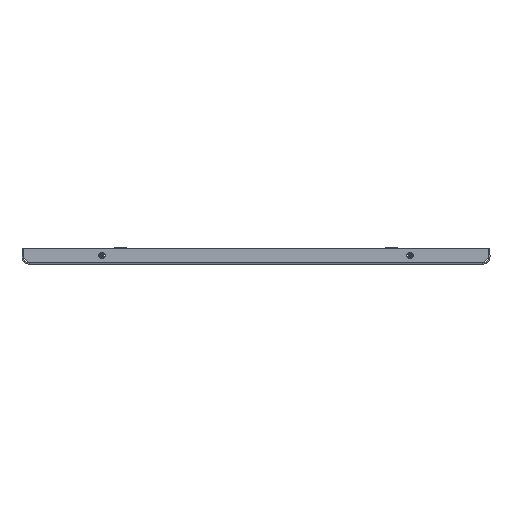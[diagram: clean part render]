
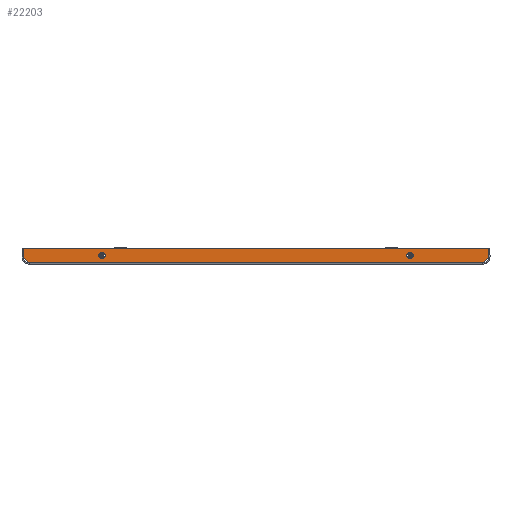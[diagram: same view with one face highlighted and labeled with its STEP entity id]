
A CAD part, front view. The second image highlights one B-rep face of the part: STEP entity #22203.
In plain terms, the highlighted planar face has unit normal (0, -1, 0).
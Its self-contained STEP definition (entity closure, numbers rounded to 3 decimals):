
#351 = DIRECTION ( 'NONE',  ( 0., 0., 1. ) ) ;
#352 = DIRECTION ( 'NONE',  ( 0., -1., 0. ) ) ;
#355 = DIRECTION ( 'NONE',  ( 0., 0., 1. ) ) ;
#356 = DIRECTION ( 'NONE',  ( 0., 1., 0. ) ) ;
#361 = DIRECTION ( 'NONE',  ( -0.707, 0., -0.707 ) ) ;
#362 = CARTESIAN_POINT ( 'NONE',  ( 5.725, -977.5, -280.996 ) ) ;
#364 = DIRECTION ( 'NONE',  ( 0., 0., 1. ) ) ;
#365 = CARTESIAN_POINT ( 'NONE',  ( -295.4, -977.5, 1.51 ) ) ;
#366 = DIRECTION ( 'NONE',  ( 0.707, 0., -0.707 ) ) ;
#367 = CARTESIAN_POINT ( 'NONE',  ( 195.5, -977.5, 11. ) ) ;
#368 = DIRECTION ( 'NONE',  ( -1., 0., 0. ) ) ;
#370 = CARTESIAN_POINT ( 'NONE',  ( -295.5, -977.5, 1.51 ) ) ;
#371 = CARTESIAN_POINT ( 'NONE',  ( -195.5, -977.5, 11. ) ) ;
#372 = DIRECTION ( 'NONE',  ( 0., 0., 1. ) ) ;
#373 = CARTESIAN_POINT ( 'NONE',  ( 295.4, -977.5, 1.51 ) ) ;
#380 = CARTESIAN_POINT ( 'NONE',  ( -301., -977.5, 14.504 ) ) ;
#382 = DIRECTION ( 'NONE',  ( -1., 0., 0. ) ) ;
#383 = CARTESIAN_POINT ( 'NONE',  ( -295.5, -977.5, 20. ) ) ;
#1480 = DIRECTION ( 'NONE',  ( 0., 0., 1. ) ) ;
#1481 = DIRECTION ( 'NONE',  ( 0., 1., 0. ) ) ;
#1483 = PLANE ( 'NONE',  #14535 ) ;
#1484 = CARTESIAN_POINT ( 'NONE',  ( -295.5, -977.5, 20. ) ) ;
#7202 = DIRECTION ( 'NONE',  ( 0., 0., 1. ) ) ;
#7208 = DIRECTION ( 'NONE',  ( 0., -1., 0. ) ) ;
#7314 = CARTESIAN_POINT ( 'NONE',  ( -195.5, -977.5, 11. ) ) ;
#9354 = DIRECTION ( 'NONE',  ( 0., 0., 1. ) ) ;
#9355 = DIRECTION ( 'NONE',  ( 0., 1., 0. ) ) ;
#9363 = CARTESIAN_POINT ( 'NONE',  ( 195.5, -977.5, 11. ) ) ;
#14535 = AXIS2_PLACEMENT_3D ( 'NONE', #1484, #1481, #1480 ) ;
#14545 = AXIS2_PLACEMENT_3D ( 'NONE', #371, #352, #351 ) ;
#14745 = AXIS2_PLACEMENT_3D ( 'NONE', #367, #356, #355 ) ;
#17404 = VERTEX_POINT ( 'NONE', #20717 ) ;
#17436 = VERTEX_POINT ( 'NONE', #20683 ) ;
#17680 = VERTEX_POINT ( 'NONE', #20459 ) ;
#17705 = VERTEX_POINT ( 'NONE', #20439 ) ;
#17731 = VERTEX_POINT ( 'NONE', #20422 ) ;
#17926 = VERTEX_POINT ( 'NONE', #20269 ) ;
#18124 = VERTEX_POINT ( 'NONE', #20114 ) ;
#18248 = VERTEX_POINT ( 'NONE', #19990 ) ;
#18289 = VERTEX_POINT ( 'NONE', #19951 ) ;
#18344 = VERTEX_POINT ( 'NONE', #19898 ) ;
#19898 = CARTESIAN_POINT ( 'NONE',  ( -288.016, -977.5, 1.51 ) ) ;
#19951 = CARTESIAN_POINT ( 'NONE',  ( -295.4, -977.5, 8.9 ) ) ;
#19990 = CARTESIAN_POINT ( 'NONE',  ( -295.4, -977.5, 20. ) ) ;
#20114 = CARTESIAN_POINT ( 'NONE',  ( -195.5, -977.5, 7. ) ) ;
#20269 = CARTESIAN_POINT ( 'NONE',  ( 195.5, -977.5, 15. ) ) ;
#20422 = CARTESIAN_POINT ( 'NONE',  ( 288.016, -977.5, 1.51 ) ) ;
#20439 = CARTESIAN_POINT ( 'NONE',  ( -195.5, -977.5, 15. ) ) ;
#20459 = CARTESIAN_POINT ( 'NONE',  ( 295.4, -977.5, 20. ) ) ;
#20683 = CARTESIAN_POINT ( 'NONE',  ( 195.5, -977.5, 7. ) ) ;
#20717 = CARTESIAN_POINT ( 'NONE',  ( 295.4, -977.5, 8.9 ) ) ;
#21659 = EDGE_CURVE ( 'NONE', #17705, #18124, #25544, .T. ) ;
#21719 = EDGE_CURVE ( 'NONE', #17436, #17926, #25449, .T. ) ;
#22203 = ADVANCED_FACE ( 'NONE', ( #24251, #24249, #24245 ), #1483, .F. ) ;
#22478 = EDGE_LOOP ( 'NONE', ( #28846, #28847, #28848, #28849, #28850, #28851 ) ) ;
#23806 = CIRCLE ( 'NONE', #14545, 4. ) ;
#23812 = CIRCLE ( 'NONE', #14745, 4. ) ;
#23831 = VECTOR ( 'NONE', #361, 1000. ) ;
#23835 = LINE ( 'NONE', #362, #23831 ) ;
#23839 = VECTOR ( 'NONE', #364, 1000. ) ;
#23843 = LINE ( 'NONE', #365, #23839 ) ;
#23849 = VECTOR ( 'NONE', #366, 1000. ) ;
#23855 = VECTOR ( 'NONE', #368, 1000. ) ;
#23857 = LINE ( 'NONE', #370, #23855 ) ;
#23865 = LINE ( 'NONE', #380, #23849 ) ;
#23901 = VECTOR ( 'NONE', #372, 1000. ) ;
#23919 = LINE ( 'NONE', #373, #23901 ) ;
#23927 = VECTOR ( 'NONE', #382, 1000. ) ;
#23941 = LINE ( 'NONE', #383, #23927 ) ;
#24081 = EDGE_LOOP ( 'NONE', ( #28852, #28853 ) ) ;
#24093 = EDGE_LOOP ( 'NONE', ( #28854, #28855 ) ) ;
#24245 = FACE_BOUND ( 'NONE', #24093, .T. ) ;
#24249 = FACE_BOUND ( 'NONE', #24081, .T. ) ;
#24251 = FACE_OUTER_BOUND ( 'NONE', #22478, .T. ) ;
#25011 = AXIS2_PLACEMENT_3D ( 'NONE', #9363, #9355, #9354 ) ;
#25025 = AXIS2_PLACEMENT_3D ( 'NONE', #7314, #7208, #7202 ) ;
#25418 = EDGE_CURVE ( 'NONE', #17680, #18248, #23941, .T. ) ;
#25421 = EDGE_CURVE ( 'NONE', #17404, #17680, #23919, .T. ) ;
#25422 = EDGE_CURVE ( 'NONE', #17731, #18344, #23857, .T. ) ;
#25423 = EDGE_CURVE ( 'NONE', #18289, #18344, #23865, .T. ) ;
#25425 = EDGE_CURVE ( 'NONE', #18289, #18248, #23843, .T. ) ;
#25426 = EDGE_CURVE ( 'NONE', #17404, #17731, #23835, .T. ) ;
#25428 = EDGE_CURVE ( 'NONE', #17926, #17436, #23812, .T. ) ;
#25429 = EDGE_CURVE ( 'NONE', #18124, #17705, #23806, .T. ) ;
#25449 = CIRCLE ( 'NONE', #25011, 4. ) ;
#25544 = CIRCLE ( 'NONE', #25025, 4. ) ;
#28846 = ORIENTED_EDGE ( 'NONE', *, *, #25425, .F. ) ;
#28847 = ORIENTED_EDGE ( 'NONE', *, *, #25423, .T. ) ;
#28848 = ORIENTED_EDGE ( 'NONE', *, *, #25422, .F. ) ;
#28849 = ORIENTED_EDGE ( 'NONE', *, *, #25426, .F. ) ;
#28850 = ORIENTED_EDGE ( 'NONE', *, *, #25421, .T. ) ;
#28851 = ORIENTED_EDGE ( 'NONE', *, *, #25418, .T. ) ;
#28852 = ORIENTED_EDGE ( 'NONE', *, *, #25428, .T. ) ;
#28853 = ORIENTED_EDGE ( 'NONE', *, *, #21719, .T. ) ;
#28854 = ORIENTED_EDGE ( 'NONE', *, *, #21659, .F. ) ;
#28855 = ORIENTED_EDGE ( 'NONE', *, *, #25429, .F. ) ;
